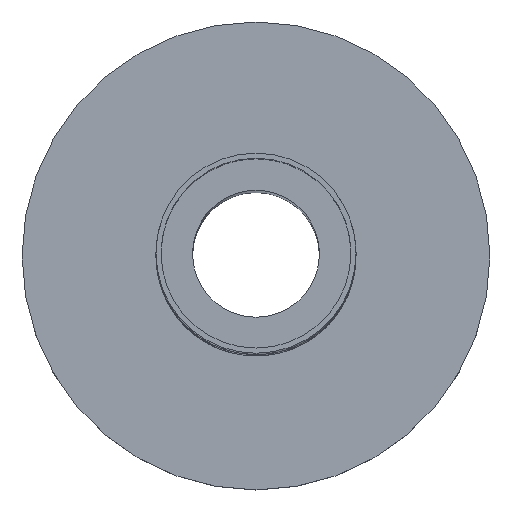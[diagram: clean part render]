
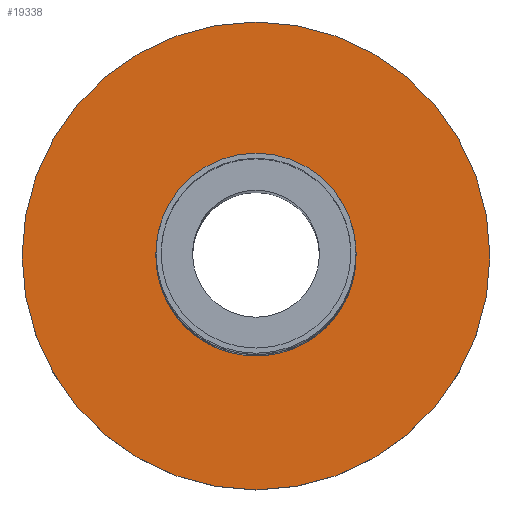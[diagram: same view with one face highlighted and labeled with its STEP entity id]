
A CAD part, top view. The second image highlights one B-rep face of the part: STEP entity #19338.
In plain terms, the highlighted planar face has unit normal (0, 0, 1).
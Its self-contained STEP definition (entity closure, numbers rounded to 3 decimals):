
#3112 = VERTEX_POINT('',#3113);
#3113 = CARTESIAN_POINT('',(8.64,0.,
    38.132));
#3119 = EDGE_CURVE('',#3112,#3112,#3120,.T.);
#3120 = CIRCLE('',#3121,8.64);
#3121 = AXIS2_PLACEMENT_3D('',#3122,#3123,#3124);
#3122 = CARTESIAN_POINT('',(0.,0.,38.132));
#3123 = DIRECTION('',(0.,0.,1.));
#3124 = DIRECTION('',(1.,0.,0.));
#19338 = ADVANCED_FACE('',(#19339,#19350),#19353,.T.);
#19339 = FACE_BOUND('',#19340,.T.);
#19340 = EDGE_LOOP('',(#19341));
#19341 = ORIENTED_EDGE('',*,*,#19342,.T.);
#19342 = EDGE_CURVE('',#19343,#19343,#19345,.T.);
#19343 = VERTEX_POINT('',#19344);
#19344 = CARTESIAN_POINT('',(20.209,0.,
    38.132));
#19345 = CIRCLE('',#19346,20.209);
#19346 = AXIS2_PLACEMENT_3D('',#19347,#19348,#19349);
#19347 = CARTESIAN_POINT('',(0.,0.,38.132));
#19348 = DIRECTION('',(0.,0.,1.));
#19349 = DIRECTION('',(1.,0.,0.));
#19350 = FACE_BOUND('',#19351,.T.);
#19351 = EDGE_LOOP('',(#19352));
#19352 = ORIENTED_EDGE('',*,*,#3119,.F.);
#19353 = PLANE('',#19354);
#19354 = AXIS2_PLACEMENT_3D('',#19355,#19356,#19357);
#19355 = CARTESIAN_POINT('',(0.,0.,38.132));
#19356 = DIRECTION('',(0.,0.,1.));
#19357 = DIRECTION('',(1.,0.,0.));
